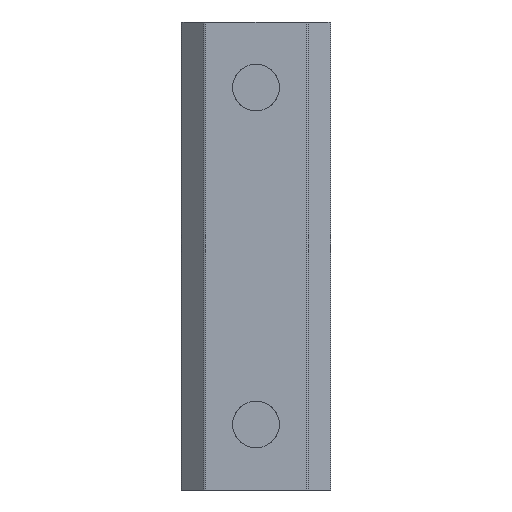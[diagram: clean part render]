
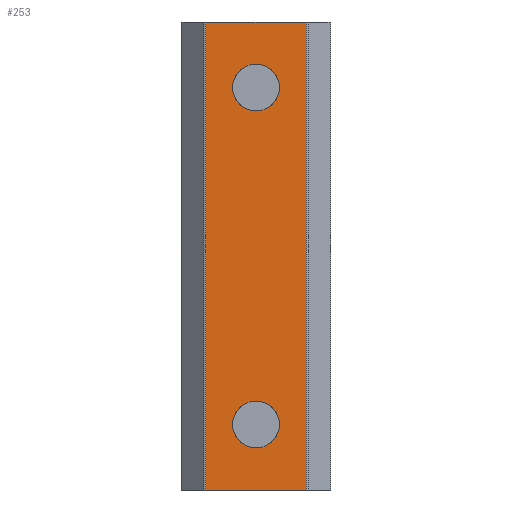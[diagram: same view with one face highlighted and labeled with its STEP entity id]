
A CAD part, front view. The second image highlights one B-rep face of the part: STEP entity #253.
In plain terms, the highlighted planar face has unit normal (0, -1, 0).
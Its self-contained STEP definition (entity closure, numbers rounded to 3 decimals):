
#64 = CARTESIAN_POINT ( 'NONE',  ( 5.376, 0., -25. ) ) ;
#82 = CARTESIAN_POINT ( 'NONE',  ( -5.376, 0., 25. ) ) ;
#103 = CARTESIAN_POINT ( 'NONE',  ( -5.376, 0., -25. ) ) ;
#111 = CARTESIAN_POINT ( 'NONE',  ( 0., 0., -15.5 ) ) ;
#253 = ADVANCED_FACE ( 'NONE', ( #1661, #1663, #1656 ), #1248, .F. ) ;
#350 = DIRECTION ( 'NONE',  ( 0., 0., 1. ) ) ;
#379 = CIRCLE ( 'NONE', #745, 2.5 ) ;
#398 = CIRCLE ( 'NONE', #630, 2.5 ) ;
#429 = VERTEX_POINT ( 'NONE', #1357 ) ;
#453 = VERTEX_POINT ( 'NONE', #1339 ) ;
#463 = VERTEX_POINT ( 'NONE', #1304 ) ;
#554 = AXIS2_PLACEMENT_3D ( 'NONE', #1373, #1374, #1375 ) ;
#601 = EDGE_CURVE ( 'NONE', #429, #453, #1705, .T. ) ;
#630 = AXIS2_PLACEMENT_3D ( 'NONE', #2313, #2312, #2311 ) ;
#643 = EDGE_CURVE ( 'NONE', #1888, #960, #996, .T. ) ;
#692 = EDGE_CURVE ( 'NONE', #1918, #1888, #1013, .T. ) ;
#712 = AXIS2_PLACEMENT_3D ( 'NONE', #842, #843, #350 ) ;
#732 = AXIS2_PLACEMENT_3D ( 'NONE', #1244, #1243, #1247 ) ;
#745 = AXIS2_PLACEMENT_3D ( 'NONE', #2337, #2336, #2335 ) ;
#842 = CARTESIAN_POINT ( 'NONE',  ( 0., 0., -18. ) ) ;
#843 = DIRECTION ( 'NONE',  ( 0., 1., 0. ) ) ;
#916 = CARTESIAN_POINT ( 'NONE',  ( -5.376, 0., 25. ) ) ;
#917 = DIRECTION ( 'NONE',  ( 0., 0., -1. ) ) ;
#960 = VERTEX_POINT ( 'NONE', #1522 ) ;
#996 = LINE ( 'NONE', #1416, #999 ) ;
#999 = VECTOR ( 'NONE', #1418, 1000. ) ;
#1013 = LINE ( 'NONE', #1440, #1015 ) ;
#1015 = VECTOR ( 'NONE', #1441, 1000. ) ;
#1089 = ORIENTED_EDGE ( 'NONE', *, *, #1822, .T. ) ;
#1090 = ORIENTED_EDGE ( 'NONE', *, *, #1163, .T. ) ;
#1091 = ORIENTED_EDGE ( 'NONE', *, *, #601, .T. ) ;
#1092 = ORIENTED_EDGE ( 'NONE', *, *, #1154, .T. ) ;
#1093 = ORIENTED_EDGE ( 'NONE', *, *, #1847, .F. ) ;
#1094 = ORIENTED_EDGE ( 'NONE', *, *, #1853, .T. ) ;
#1095 = ORIENTED_EDGE ( 'NONE', *, *, #692, .T. ) ;
#1096 = ORIENTED_EDGE ( 'NONE', *, *, #643, .T. ) ;
#1154 = EDGE_CURVE ( 'NONE', #453, #429, #379, .T. ) ;
#1163 = EDGE_CURVE ( 'NONE', #463, #2455, #398, .T. ) ;
#1243 = DIRECTION ( 'NONE',  ( 0., 1., 0. ) ) ;
#1244 = CARTESIAN_POINT ( 'NONE',  ( 5.5, 0., 25. ) ) ;
#1247 = DIRECTION ( 'NONE',  ( -1., 0., 0. ) ) ;
#1248 = PLANE ( 'NONE',  #732 ) ;
#1304 = CARTESIAN_POINT ( 'NONE',  ( 0., 0., -20.5 ) ) ;
#1339 = CARTESIAN_POINT ( 'NONE',  ( 0., 0., 15.5 ) ) ;
#1357 = CARTESIAN_POINT ( 'NONE',  ( 0., 0., 20.5 ) ) ;
#1373 = CARTESIAN_POINT ( 'NONE',  ( 0., 0., 18. ) ) ;
#1374 = DIRECTION ( 'NONE',  ( 0., 1., 0. ) ) ;
#1375 = DIRECTION ( 'NONE',  ( 0., 0., 1. ) ) ;
#1416 = CARTESIAN_POINT ( 'NONE',  ( 5.376, 0., 25. ) ) ;
#1418 = DIRECTION ( 'NONE',  ( 0., 0., 1. ) ) ;
#1440 = CARTESIAN_POINT ( 'NONE',  ( 5.5, 0., -25. ) ) ;
#1441 = DIRECTION ( 'NONE',  ( 1., 0., 0. ) ) ;
#1522 = CARTESIAN_POINT ( 'NONE',  ( 5.376, 0., 25. ) ) ;
#1656 = FACE_OUTER_BOUND ( 'NONE', #2392, .T. ) ;
#1661 = FACE_BOUND ( 'NONE', #2387, .T. ) ;
#1663 = FACE_BOUND ( 'NONE', #2386, .T. ) ;
#1705 = CIRCLE ( 'NONE', #554, 2.5 ) ;
#1798 = CIRCLE ( 'NONE', #712, 2.5 ) ;
#1822 = EDGE_CURVE ( 'NONE', #2455, #463, #1798, .T. ) ;
#1847 = EDGE_CURVE ( 'NONE', #1897, #960, #2082, .T. ) ;
#1853 = EDGE_CURVE ( 'NONE', #1897, #1918, #2093, .T. ) ;
#1888 = VERTEX_POINT ( 'NONE', #64 ) ;
#1897 = VERTEX_POINT ( 'NONE', #82 ) ;
#1918 = VERTEX_POINT ( 'NONE', #103 ) ;
#2082 = LINE ( 'NONE', #2546, #2085 ) ;
#2085 = VECTOR ( 'NONE', #2548, 1000. ) ;
#2093 = LINE ( 'NONE', #916, #2096 ) ;
#2096 = VECTOR ( 'NONE', #917, 1000. ) ;
#2311 = DIRECTION ( 'NONE',  ( 0., 0., 1. ) ) ;
#2312 = DIRECTION ( 'NONE',  ( 0., 1., 0. ) ) ;
#2313 = CARTESIAN_POINT ( 'NONE',  ( 0., 0., -18. ) ) ;
#2335 = DIRECTION ( 'NONE',  ( 0., 0., 1. ) ) ;
#2336 = DIRECTION ( 'NONE',  ( 0., 1., 0. ) ) ;
#2337 = CARTESIAN_POINT ( 'NONE',  ( 0., 0., 18. ) ) ;
#2386 = EDGE_LOOP ( 'NONE', ( #1091, #1092 ) ) ;
#2387 = EDGE_LOOP ( 'NONE', ( #1089, #1090 ) ) ;
#2392 = EDGE_LOOP ( 'NONE', ( #1093, #1094, #1095, #1096 ) ) ;
#2455 = VERTEX_POINT ( 'NONE', #111 ) ;
#2546 = CARTESIAN_POINT ( 'NONE',  ( 5.5, 0., 25. ) ) ;
#2548 = DIRECTION ( 'NONE',  ( 1., 0., 0. ) ) ;
